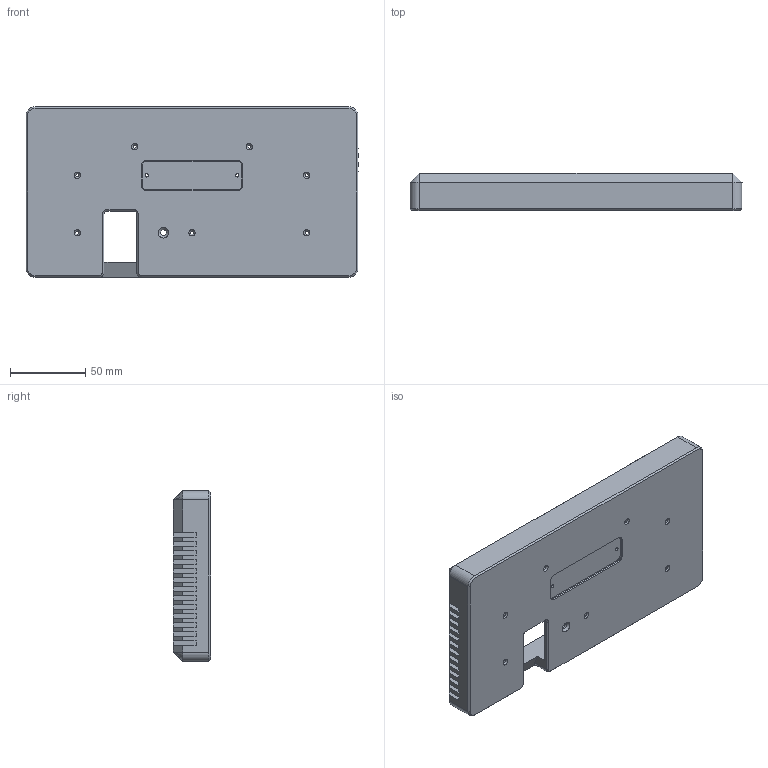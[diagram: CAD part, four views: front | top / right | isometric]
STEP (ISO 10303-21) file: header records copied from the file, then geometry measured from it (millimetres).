
FILE_DESCRIPTION(/* description */ (''),/* implementation_level */ '2;1');
FILE_NAME(/* name */ 'Thermo - smaller cutouts.step',/* time_stamp */ '2021-11-27T21:54:41+02:00',/* author */ (''),/* organization */ (''),/* preprocessor_version */ 'ST-DEVELOPER v18.1',/* originating_system */ 'Autodesk Translation Framework v10.10.0.1391',/* authorisation */ '');
FILE_SCHEMA (('AUTOMOTIVE_DESIGN { 1 0 10303 214 3 1 1 }'));
Length unit declared in the file: millimetre
Products named in the file (1): Thermo - smaller cutouts
Bounding box: 220.5 x 24.58 x 113.25 mm (x, y, z)
Volume: 208706.7 mm3; surface area: 81210.5 mm2
Topology: 1 solids, 1 shells, 240 faces, 661 edges, 418 vertices
Faces by surface type: plane 178, cone 32, cylinder 30
Full cylindrical faces by diameter (mm): 2.2 x9, 4 x1
Entity records: 7531 total; most frequent: CARTESIAN_POINT 1320, ORIENTED_EDGE 1314, DIRECTION 1225, EDGE_CURVE 657, LINE 567, VECTOR 567, VERTEX_POINT 418, AXIS2_PLACEMENT_3D 329
